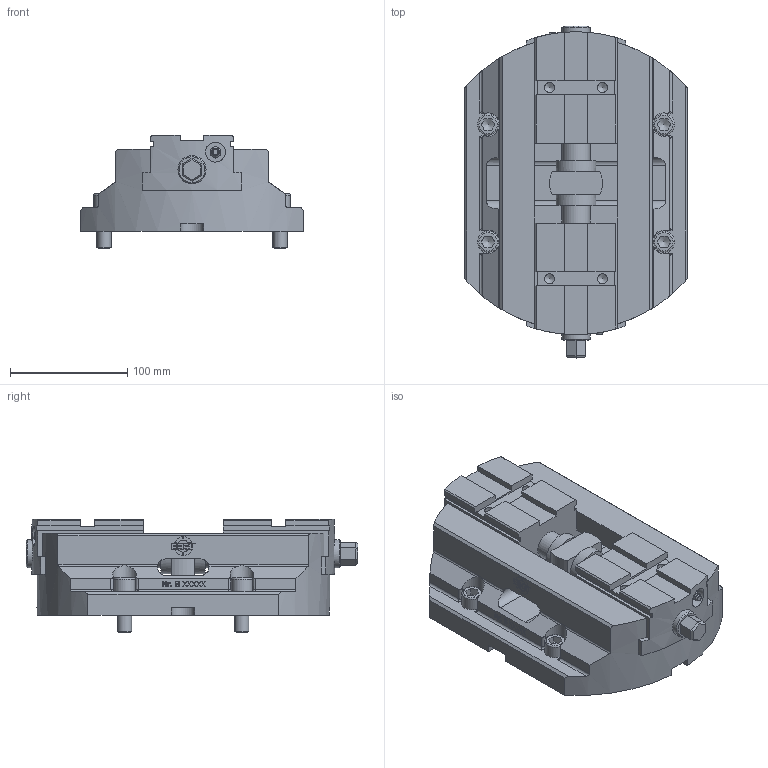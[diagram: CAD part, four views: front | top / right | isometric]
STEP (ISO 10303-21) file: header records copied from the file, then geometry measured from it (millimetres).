
FILE_DESCRIPTION((''),'2;1');
FILE_NAME('200-0250-010-Kunde.stp','2013-09-02T16:54:58',('adam'),(''),'Autodesk Inventor 2013','Autodesk Inventor 2013','');
FILE_SCHEMA(('AUTOMOTIVE_DESIGN { 1 0 10303 214 1 1 1 1 }'));
Length unit declared in the file: millimetre
Products named in the file (1): 200-0250-010-Kunde
Bounding box: 190 x 283 x 97 mm (x, y, z)
Volume: 2449479.1 mm3; surface area: 199620.7 mm2
Topology: 1 solids, 3 shells, 705 faces, 1828 edges, 1168 vertices
Faces by surface type: plane 453, cylinder 156, cone 60, bspline 26, torus 8, sphere 2
Full cylindrical faces by diameter (mm): 4 x2, 4.917 x4, 6.917 x2, 8.376 x8, 12 x4, 13.5 x4, 16 x6, 17 x2, 18 x4, 24 x4, 25 x1, 34 x2, 80 x1, 81 x1
Entity records: 21999 total; most frequent: CARTESIAN_POINT 4713, ORIENTED_EDGE 3402, DIRECTION 3293, EDGE_CURVE 1701, VECTOR 1149, LINE 1149, VERTEX_POINT 1132, AXIS2_PLACEMENT_3D 1072
